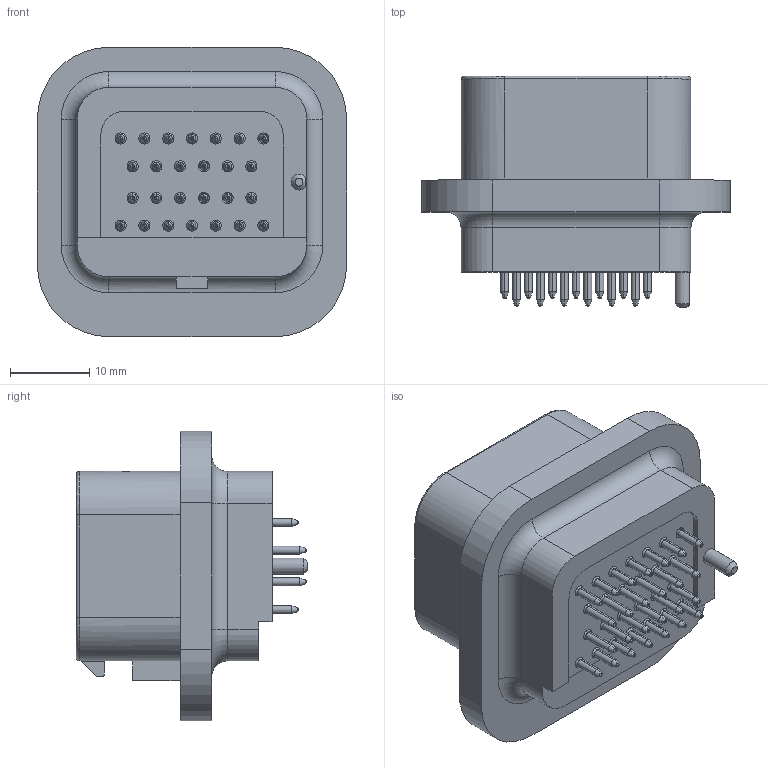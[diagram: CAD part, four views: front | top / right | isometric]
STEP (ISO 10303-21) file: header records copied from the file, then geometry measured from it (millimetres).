
FILE_DESCRIPTION( ('This file contains a STEP AP42 implementation' ,'as created by ZW3D STEP Interface translator.') ,'2;1' );
FILE_NAME( '73040 26pin直脚（新3D）.stp' ,'23 322.1024 5', (''), ('ZWCAD Software Co.'), 'Version 1.0', 'ZW3D to STEP translator', '' );
FILE_SCHEMA(('AUTOMOTIVE_DESIGN { 1 0 10303 214 1 1 1 1 }'));
Length unit declared in the file: millimetre
Products named in the file (3): 0; 73040  26pin直脚（新3D）; T5001_1_1
Assembly tree (26 placements, depth 2):
  0
  73040  26pin直脚（新3D）
    T5001_1_1  x26
Bounding box: 39 x 29.2 x 36.5 mm (x, y, z)
Volume: 10058.4 mm3; surface area: 9671.3 mm2
Topology: 27 solids, 131 shells, 2832 faces, 6702 edges, 4169 vertices
Faces by surface type: plane 1580, cylinder 519, bspline 396, cone 321, torus 16
Entity records: 53879 total; most frequent: CARTESIAN_POINT 19031, ORIENTED_EDGE 7050, DIRECTION 6277, EDGE_CURVE 3525, VERTEX_POINT 2269, AXIS2_PLACEMENT_3D 2217, VECTOR 1843, LINE 1843
